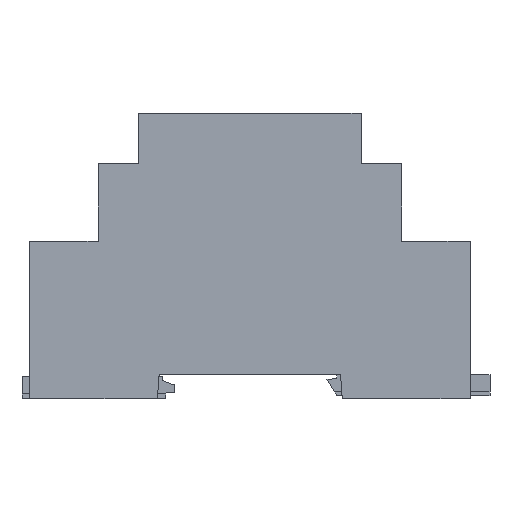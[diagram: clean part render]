
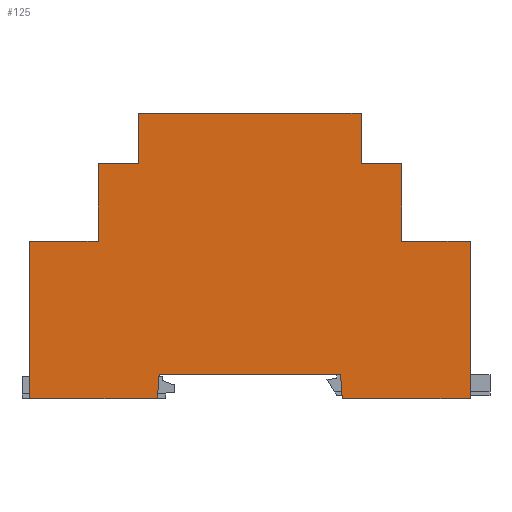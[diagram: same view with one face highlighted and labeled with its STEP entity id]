
A CAD part, left-side view. The second image highlights one B-rep face of the part: STEP entity #125.
In plain terms, the highlighted planar face has unit normal (-1, 0, 0).
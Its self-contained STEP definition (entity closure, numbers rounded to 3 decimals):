
#125=ADVANCED_FACE('',(#5143),#5145,.T.);
#5143=FACE_BOUND('',#5144,.T.);
#5144=EDGE_LOOP('',(#9686,#9687,#9688,#9689,#9690,#9691,#9692,#9693,#9694,#9695,
#9696,#9697,#9698,#9699,#9700,#9701));
#5145=PLANE('',#5146);
#5146=AXIS2_PLACEMENT_3D('',#5147,#5148,#5149);
#5147=CARTESIAN_POINT('',(-17.5,0.,0.));
#5148=DIRECTION('',(-1.,0.,0.));
#5149=DIRECTION('',(0.,0.,-1.));
#9686=ORIENTED_EDGE('',*,*,#13197,.T.);
#9687=ORIENTED_EDGE('',*,*,#13211,.T.);
#9688=ORIENTED_EDGE('',*,*,#13212,.T.);
#9689=ORIENTED_EDGE('',*,*,#13213,.T.);
#9690=ORIENTED_EDGE('',*,*,#13214,.T.);
#9691=ORIENTED_EDGE('',*,*,#13215,.T.);
#9692=ORIENTED_EDGE('',*,*,#13216,.T.);
#9693=ORIENTED_EDGE('',*,*,#13217,.T.);
#9694=ORIENTED_EDGE('',*,*,#13218,.T.);
#9695=ORIENTED_EDGE('',*,*,#13219,.T.);
#9696=ORIENTED_EDGE('',*,*,#13220,.T.);
#9697=ORIENTED_EDGE('',*,*,#13221,.T.);
#9698=ORIENTED_EDGE('',*,*,#13222,.T.);
#9699=ORIENTED_EDGE('',*,*,#13223,.T.);
#9700=ORIENTED_EDGE('',*,*,#13179,.T.);
#9701=ORIENTED_EDGE('',*,*,#13171,.T.);
#13171=EDGE_CURVE('',#15034,#15038,#15040,.T.);
#13179=EDGE_CURVE('',#15055,#15034,#15056,.T.);
#13197=EDGE_CURVE('',#15038,#15088,#15090,.T.);
#13211=EDGE_CURVE('',#15088,#15116,#15117,.T.);
#13212=EDGE_CURVE('',#15116,#15118,#15119,.T.);
#13213=EDGE_CURVE('',#15118,#15120,#15121,.T.);
#13214=EDGE_CURVE('',#15120,#15122,#15123,.T.);
#13215=EDGE_CURVE('',#15122,#15124,#15125,.T.);
#13216=EDGE_CURVE('',#15124,#15126,#15127,.T.);
#13217=EDGE_CURVE('',#15126,#15128,#15129,.T.);
#13218=EDGE_CURVE('',#15128,#15130,#15131,.T.);
#13219=EDGE_CURVE('',#15130,#15132,#15133,.T.);
#13220=EDGE_CURVE('',#15132,#15134,#15135,.T.);
#13221=EDGE_CURVE('',#15134,#15136,#15137,.T.);
#13222=EDGE_CURVE('',#15136,#15138,#15139,.T.);
#13223=EDGE_CURVE('',#15138,#15055,#15140,.T.);
#15034=VERTEX_POINT('',#17773);
#15038=VERTEX_POINT('',#17781);
#15040=LINE('',#17785,#17786);
#15055=VERTEX_POINT('',#17822);
#15056=LINE('',#17823,#17824);
#15088=VERTEX_POINT('',#17889);
#15090=LINE('',#17893,#17894);
#15116=VERTEX_POINT('',#17949);
#15117=LINE('',#17950,#17951);
#15118=VERTEX_POINT('',#17953);
#15119=LINE('',#17954,#17955);
#15120=VERTEX_POINT('',#17957);
#15121=LINE('',#17958,#17959);
#15122=VERTEX_POINT('',#17961);
#15123=LINE('',#17962,#17963);
#15124=VERTEX_POINT('',#17965);
#15125=LINE('',#17966,#17967);
#15126=VERTEX_POINT('',#17969);
#15127=LINE('',#17970,#17971);
#15128=VERTEX_POINT('',#17973);
#15129=LINE('',#17974,#17975);
#15130=VERTEX_POINT('',#17977);
#15131=LINE('',#17978,#17979);
#15132=VERTEX_POINT('',#17981);
#15133=LINE('',#17982,#17983);
#15134=VERTEX_POINT('',#17985);
#15135=LINE('',#17986,#17987);
#15136=VERTEX_POINT('',#17989);
#15137=LINE('',#17990,#17991);
#15138=VERTEX_POINT('',#17993);
#15139=LINE('',#17994,#17995);
#15140=LINE('',#17997,#17998);
#17773=CARTESIAN_POINT('',(-17.5,30.7,26.878));
#17781=CARTESIAN_POINT('',(-17.5,44.6,26.878));
#17785=CARTESIAN_POINT('',(-17.5,30.7,26.878));
#17786=VECTOR('',#17787,1.);
#17787=DIRECTION('',(0.,1.,0.));
#17822=CARTESIAN_POINT('',(-17.5,30.7,42.606));
#17823=CARTESIAN_POINT('',(-17.5,30.7,42.606));
#17824=VECTOR('',#17825,1.);
#17825=DIRECTION('',(0.,0.,-1.));
#17889=CARTESIAN_POINT('',(-17.5,44.6,-4.987));
#17893=CARTESIAN_POINT('',(-17.5,44.6,26.878));
#17894=VECTOR('',#17895,1.);
#17895=DIRECTION('',(0.,0.,-1.));
#17949=CARTESIAN_POINT('',(-17.5,18.7,-4.987));
#17950=CARTESIAN_POINT('',(-17.5,44.6,-4.987));
#17951=VECTOR('',#17952,1.);
#17952=DIRECTION('',(0.,-1.,0.));
#17953=CARTESIAN_POINT('',(-17.5,18.351,0.));
#17954=CARTESIAN_POINT('',(-17.5,18.7,-4.987));
#17955=VECTOR('',#17956,1.);
#17956=DIRECTION('',(0.,-0.07,0.998));
#17957=CARTESIAN_POINT('',(-17.5,-18.351,0.));
#17958=CARTESIAN_POINT('',(-17.5,18.351,0.));
#17959=VECTOR('',#17960,1.);
#17960=DIRECTION('',(0.,-1.,0.));
#17961=CARTESIAN_POINT('',(-17.5,-18.7,-4.987));
#17962=CARTESIAN_POINT('',(-17.5,-18.351,0.));
#17963=VECTOR('',#17964,1.);
#17964=DIRECTION('',(0.,-0.07,-0.998));
#17965=CARTESIAN_POINT('',(-17.5,-44.6,-4.987));
#17966=CARTESIAN_POINT('',(-17.5,-18.7,-4.987));
#17967=VECTOR('',#17968,1.);
#17968=DIRECTION('',(0.,-1.,0.));
#17969=CARTESIAN_POINT('',(-17.5,-44.6,26.878));
#17970=CARTESIAN_POINT('',(-17.5,-44.6,-4.987));
#17971=VECTOR('',#17972,1.);
#17972=DIRECTION('',(0.,0.,1.));
#17973=CARTESIAN_POINT('',(-17.5,-30.7,26.878));
#17974=CARTESIAN_POINT('',(-17.5,-44.6,26.878));
#17975=VECTOR('',#17976,1.);
#17976=DIRECTION('',(0.,1.,0.));
#17977=CARTESIAN_POINT('',(-17.5,-30.7,42.606));
#17978=CARTESIAN_POINT('',(-17.5,-30.7,26.878));
#17979=VECTOR('',#17980,1.);
#17980=DIRECTION('',(0.,0.,1.));
#17981=CARTESIAN_POINT('',(-17.5,-22.5,42.606));
#17982=CARTESIAN_POINT('',(-17.5,-30.7,42.606));
#17983=VECTOR('',#17984,1.);
#17984=DIRECTION('',(0.,1.,0.));
#17985=CARTESIAN_POINT('',(-17.5,-22.5,52.804));
#17986=CARTESIAN_POINT('',(-17.5,-22.5,42.606));
#17987=VECTOR('',#17988,1.);
#17988=DIRECTION('',(0.,0.,1.));
#17989=CARTESIAN_POINT('',(-17.5,22.5,52.804));
#17990=CARTESIAN_POINT('',(-17.5,-22.5,52.804));
#17991=VECTOR('',#17992,1.);
#17992=DIRECTION('',(0.,1.,0.));
#17993=CARTESIAN_POINT('',(-17.5,22.5,42.606));
#17994=CARTESIAN_POINT('',(-17.5,22.5,52.804));
#17995=VECTOR('',#17996,1.);
#17996=DIRECTION('',(0.,0.,-1.));
#17997=CARTESIAN_POINT('',(-17.5,22.5,42.606));
#17998=VECTOR('',#17999,1.);
#17999=DIRECTION('',(0.,1.,0.));
